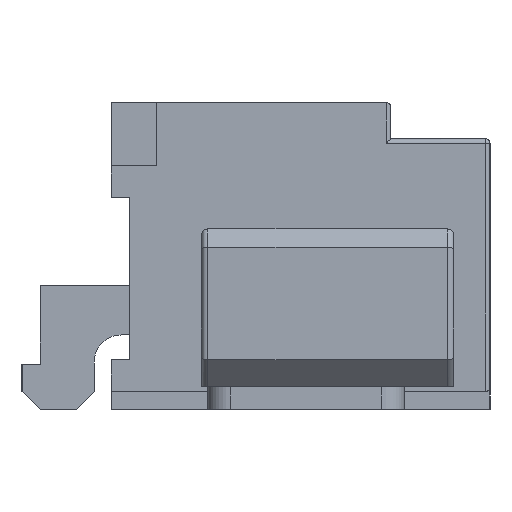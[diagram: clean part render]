
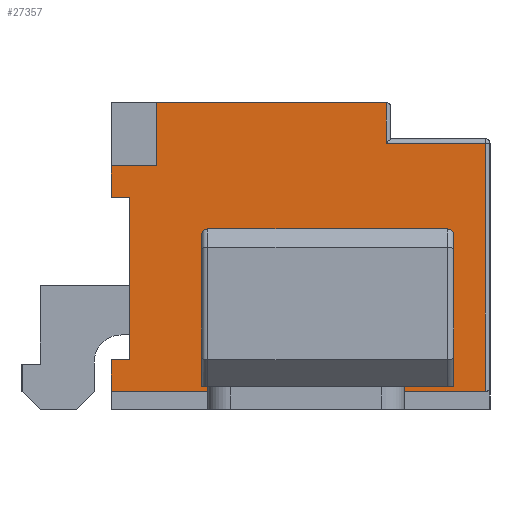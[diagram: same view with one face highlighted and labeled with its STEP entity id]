
A CAD part, left-side view. The second image highlights one B-rep face of the part: STEP entity #27357.
In plain terms, the highlighted planar face has unit normal (-1, 0, 0).
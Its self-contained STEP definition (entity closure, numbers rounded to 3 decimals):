
#158 = DIRECTION ( 'NONE',  ( 0., -1., 0. ) ) ;
#958 = CARTESIAN_POINT ( 'NONE',  ( -10.25, 2.1, 0.2 ) ) ;
#1429 = DIRECTION ( 'NONE',  ( 0., 1., 0. ) ) ;
#1918 = CARTESIAN_POINT ( 'NONE',  ( -10.25, 1.9, 0.55 ) ) ;
#1985 = LINE ( 'NONE', #25989, #2965 ) ;
#2758 = VERTEX_POINT ( 'NONE', #6331 ) ;
#2965 = VECTOR ( 'NONE', #38344, 1000. ) ;
#4034 = LINE ( 'NONE', #14104, #32423 ) ;
#4121 = VECTOR ( 'NONE', #16292, 1000. ) ;
#4517 = VERTEX_POINT ( 'NONE', #1918 ) ;
#4716 = LINE ( 'NONE', #32928, #21711 ) ;
#5272 = EDGE_CURVE ( 'NONE', #16777, #39528, #11783, .T. ) ;
#5336 = CARTESIAN_POINT ( 'NONE',  ( -10.25, -0.95, 3.4 ) ) ;
#5500 = CARTESIAN_POINT ( 'NONE',  ( -10.25, 1.9, 2.35 ) ) ;
#6331 = CARTESIAN_POINT ( 'NONE',  ( -10.25, 1.6, 2.7 ) ) ;
#6597 = CARTESIAN_POINT ( 'NONE',  ( -10.25, -2.05, 3.4 ) ) ;
#6774 = VECTOR ( 'NONE', #25148, 1000. ) ;
#6833 = ORIENTED_EDGE ( 'NONE', *, *, #13940, .F. ) ;
#7055 = EDGE_CURVE ( 'NONE', #28946, #39528, #15868, .T. ) ;
#7144 = EDGE_CURVE ( 'NONE', #24720, #23838, #21903, .T. ) ;
#7946 = ORIENTED_EDGE ( 'NONE', *, *, #20892, .T. ) ;
#8152 = DIRECTION ( 'NONE',  ( 0., 0., -1. ) ) ;
#8434 = VERTEX_POINT ( 'NONE', #19628 ) ;
#8497 = DIRECTION ( 'NONE',  ( 0., 0., -1. ) ) ;
#9424 = ORIENTED_EDGE ( 'NONE', *, *, #18172, .T. ) ;
#9664 = CARTESIAN_POINT ( 'NONE',  ( -10.25, -2.05, 2.95 ) ) ;
#9782 = ORIENTED_EDGE ( 'NONE', *, *, #5272, .T. ) ;
#11539 = ORIENTED_EDGE ( 'NONE', *, *, #34929, .T. ) ;
#11557 = DIRECTION ( 'NONE',  ( 0., 1., 0. ) ) ;
#11783 = LINE ( 'NONE', #5336, #17987 ) ;
#13380 = ORIENTED_EDGE ( 'NONE', *, *, #24246, .F. ) ;
#13742 = AXIS2_PLACEMENT_3D ( 'NONE', #20805, #27036, #8497 ) ;
#13940 = EDGE_CURVE ( 'NONE', #2758, #28946, #28978, .T. ) ;
#14104 = CARTESIAN_POINT ( 'NONE',  ( -10.25, 1.9, 0.55 ) ) ;
#14686 = VECTOR ( 'NONE', #18906, 1000. ) ;
#15346 = CARTESIAN_POINT ( 'NONE',  ( -10.25, 1.9, 2.35 ) ) ;
#15460 = CARTESIAN_POINT ( 'NONE',  ( -10.25, 2.1, 3.4 ) ) ;
#15681 = CARTESIAN_POINT ( 'NONE',  ( -10.25, 2.1, 2.95 ) ) ;
#15868 = LINE ( 'NONE', #15460, #24349 ) ;
#16292 = DIRECTION ( 'NONE',  ( 0., 1., 0. ) ) ;
#16742 = CARTESIAN_POINT ( 'NONE',  ( -10.25, 2.1, 0.2 ) ) ;
#16777 = VERTEX_POINT ( 'NONE', #19241 ) ;
#16843 = ORIENTED_EDGE ( 'NONE', *, *, #7055, .F. ) ;
#17245 = CARTESIAN_POINT ( 'NONE',  ( -10.25, 2.1, 3.4 ) ) ;
#17669 = CARTESIAN_POINT ( 'NONE',  ( -10.25, 2.1, 0.55 ) ) ;
#17987 = VECTOR ( 'NONE', #30113, 1000. ) ;
#18172 = EDGE_CURVE ( 'NONE', #23838, #16777, #34231, .T. ) ;
#18906 = DIRECTION ( 'NONE',  ( 0., 0., 1. ) ) ;
#18995 = ORIENTED_EDGE ( 'NONE', *, *, #19581, .F. ) ;
#19241 = CARTESIAN_POINT ( 'NONE',  ( -10.25, -0.95, 2.95 ) ) ;
#19357 = ORIENTED_EDGE ( 'NONE', *, *, #36322, .T. ) ;
#19581 = EDGE_CURVE ( 'NONE', #4517, #26509, #4716, .T. ) ;
#19628 = CARTESIAN_POINT ( 'NONE',  ( -10.25, 2.1, 2.7 ) ) ;
#19794 = VECTOR ( 'NONE', #11557, 1000. ) ;
#20113 = LINE ( 'NONE', #958, #4121 ) ;
#20805 = CARTESIAN_POINT ( 'NONE',  ( -10.25, 2.1, 3.4 ) ) ;
#20892 = EDGE_CURVE ( 'NONE', #2758, #8434, #20893, .T. ) ;
#20893 = LINE ( 'NONE', #33808, #37959 ) ;
#21329 = ORIENTED_EDGE ( 'NONE', *, *, #38231, .F. ) ;
#21711 = VECTOR ( 'NONE', #26268, 1000. ) ;
#21903 = LINE ( 'NONE', #6597, #14686 ) ;
#21985 = VERTEX_POINT ( 'NONE', #31911 ) ;
#23838 = VERTEX_POINT ( 'NONE', #9664 ) ;
#23926 = EDGE_CURVE ( 'NONE', #4517, #25763, #4034, .T. ) ;
#24246 = EDGE_CURVE ( 'NONE', #24720, #29324, #20113, .T. ) ;
#24349 = VECTOR ( 'NONE', #158, 1000. ) ;
#24720 = VERTEX_POINT ( 'NONE', #28412 ) ;
#25148 = DIRECTION ( 'NONE',  ( 0., 1., 0. ) ) ;
#25763 = VERTEX_POINT ( 'NONE', #17669 ) ;
#25989 = CARTESIAN_POINT ( 'NONE',  ( -10.25, 2.1, 3.4 ) ) ;
#26100 = ORIENTED_EDGE ( 'NONE', *, *, #23926, .T. ) ;
#26268 = DIRECTION ( 'NONE',  ( 0., 0., 1. ) ) ;
#26509 = VERTEX_POINT ( 'NONE', #15346 ) ;
#26864 = LINE ( 'NONE', #5500, #19794 ) ;
#26905 = CARTESIAN_POINT ( 'NONE',  ( -10.25, -0.95, 3.4 ) ) ;
#27036 = DIRECTION ( 'NONE',  ( 1., 0., 0. ) ) ;
#27357 = ADVANCED_FACE ( 'NONE', ( #35576 ), #32525, .F. ) ;
#28412 = CARTESIAN_POINT ( 'NONE',  ( -10.25, -2.05, 0.2 ) ) ;
#28946 = VERTEX_POINT ( 'NONE', #30284 ) ;
#28978 = LINE ( 'NONE', #31603, #37741 ) ;
#29324 = VERTEX_POINT ( 'NONE', #16742 ) ;
#29787 = VECTOR ( 'NONE', #8152, 1000. ) ;
#30113 = DIRECTION ( 'NONE',  ( 0., 0., 1. ) ) ;
#30284 = CARTESIAN_POINT ( 'NONE',  ( -10.25, 1.6, 3.4 ) ) ;
#31603 = CARTESIAN_POINT ( 'NONE',  ( -10.25, 1.6, 2.7 ) ) ;
#31911 = CARTESIAN_POINT ( 'NONE',  ( -10.25, 2.1, 2.35 ) ) ;
#32423 = VECTOR ( 'NONE', #1429, 1000. ) ;
#32442 = ORIENTED_EDGE ( 'NONE', *, *, #7144, .T. ) ;
#32525 = PLANE ( 'NONE',  #13742 ) ;
#32928 = CARTESIAN_POINT ( 'NONE',  ( -10.25, 1.9, 0.55 ) ) ;
#33808 = CARTESIAN_POINT ( 'NONE',  ( -10.25, 1.6, 2.7 ) ) ;
#34231 = LINE ( 'NONE', #15681, #6774 ) ;
#34929 = EDGE_CURVE ( 'NONE', #8434, #21985, #38674, .T. ) ;
#35447 = EDGE_LOOP ( 'NONE', ( #18995, #26100, #19357, #13380, #32442, #9424, #9782, #16843, #6833, #7946, #11539, #21329 ) ) ;
#35576 = FACE_OUTER_BOUND ( 'NONE', #35447, .T. ) ;
#36322 = EDGE_CURVE ( 'NONE', #25763, #29324, #1985, .T. ) ;
#36456 = DIRECTION ( 'NONE',  ( 0., 1., 0. ) ) ;
#37741 = VECTOR ( 'NONE', #38320, 1000. ) ;
#37959 = VECTOR ( 'NONE', #36456, 1000. ) ;
#38231 = EDGE_CURVE ( 'NONE', #26509, #21985, #26864, .T. ) ;
#38320 = DIRECTION ( 'NONE',  ( 0., 0., 1. ) ) ;
#38344 = DIRECTION ( 'NONE',  ( 0., 0., -1. ) ) ;
#38674 = LINE ( 'NONE', #17245, #29787 ) ;
#39528 = VERTEX_POINT ( 'NONE', #26905 ) ;
